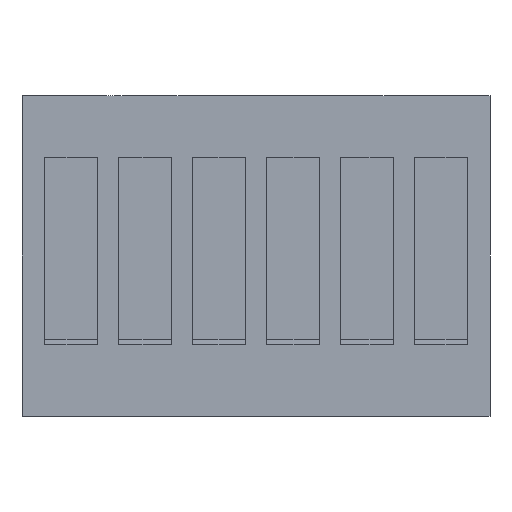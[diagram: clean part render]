
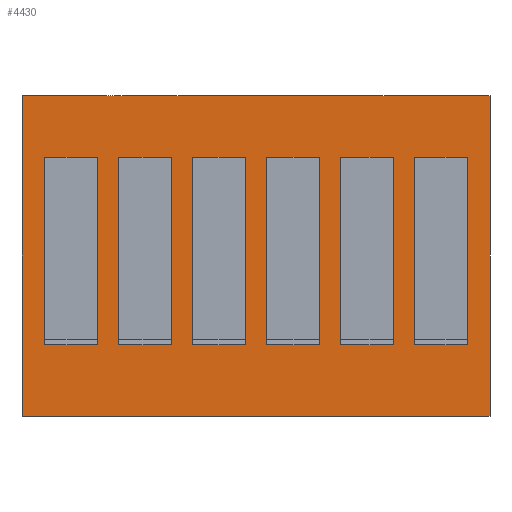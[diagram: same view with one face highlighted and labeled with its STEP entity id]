
A CAD part, front view. The second image highlights one B-rep face of the part: STEP entity #4430.
In plain terms, the highlighted planar face has unit normal (0, -1, 0).
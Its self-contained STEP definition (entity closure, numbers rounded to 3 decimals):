
#30=DIRECTION('',(0.,0.,-1.));
#31=VECTOR('',#30,26.);
#32=CARTESIAN_POINT('',(-19.,-37.5,0.));
#33=LINE('',#32,#31);
#637=DIRECTION('',(0.,0.,-1.));
#638=VECTOR('',#637,26.);
#639=CARTESIAN_POINT('',(19.,-37.5,0.));
#640=LINE('',#639,#638);
#877=DIRECTION('',(1.,0.,0.));
#878=VECTOR('',#877,4.3);
#879=CARTESIAN_POINT('',(6.859,-37.5,-5.));
#880=LINE('',#879,#878);
#881=DIRECTION('',(0.,0.,1.));
#882=VECTOR('',#881,15.2);
#883=CARTESIAN_POINT('',(6.859,-37.5,-20.2));
#884=LINE('',#883,#882);
#885=DIRECTION('',(1.,0.,0.));
#886=VECTOR('',#885,4.3);
#887=CARTESIAN_POINT('',(6.859,-37.5,-20.2));
#888=LINE('',#887,#886);
#889=DIRECTION('',(0.,0.,-1.));
#890=VECTOR('',#889,15.2);
#891=CARTESIAN_POINT('',(11.159,-37.5,-5.));
#892=LINE('',#891,#890);
#893=DIRECTION('',(1.,0.,0.));
#894=VECTOR('',#893,4.3);
#895=CARTESIAN_POINT('',(0.853,-37.5,-20.2));
#896=LINE('',#895,#894);
#897=DIRECTION('',(0.,0.,-1.));
#898=VECTOR('',#897,15.2);
#899=CARTESIAN_POINT('',(5.153,-37.5,-5.));
#900=LINE('',#899,#898);
#901=DIRECTION('',(1.,0.,0.));
#902=VECTOR('',#901,4.3);
#903=CARTESIAN_POINT('',(0.853,-37.5,-5.));
#904=LINE('',#903,#902);
#905=DIRECTION('',(0.,0.,1.));
#906=VECTOR('',#905,15.2);
#907=CARTESIAN_POINT('',(0.853,-37.5,-20.2));
#908=LINE('',#907,#906);
#909=DIRECTION('',(1.,0.,0.));
#910=VECTOR('',#909,4.3);
#911=CARTESIAN_POINT('',(-5.153,-37.5,-20.2));
#912=LINE('',#911,#910);
#913=DIRECTION('',(0.,0.,-1.));
#914=VECTOR('',#913,15.2);
#915=CARTESIAN_POINT('',(-0.853,-37.5,-5.));
#916=LINE('',#915,#914);
#917=DIRECTION('',(1.,0.,0.));
#918=VECTOR('',#917,4.3);
#919=CARTESIAN_POINT('',(-5.153,-37.5,-5.));
#920=LINE('',#919,#918);
#921=DIRECTION('',(0.,0.,1.));
#922=VECTOR('',#921,15.2);
#923=CARTESIAN_POINT('',(-5.153,-37.5,-20.2));
#924=LINE('',#923,#922);
#925=DIRECTION('',(1.,0.,0.));
#926=VECTOR('',#925,4.3);
#927=CARTESIAN_POINT('',(-11.159,-37.5,-20.2));
#928=LINE('',#927,#926);
#929=DIRECTION('',(0.,0.,-1.));
#930=VECTOR('',#929,15.2);
#931=CARTESIAN_POINT('',(-6.859,-37.5,-5.));
#932=LINE('',#931,#930);
#933=DIRECTION('',(1.,0.,0.));
#934=VECTOR('',#933,4.3);
#935=CARTESIAN_POINT('',(-11.159,-37.5,-5.));
#936=LINE('',#935,#934);
#937=DIRECTION('',(0.,0.,1.));
#938=VECTOR('',#937,15.2);
#939=CARTESIAN_POINT('',(-11.159,-37.5,-20.2));
#940=LINE('',#939,#938);
#941=DIRECTION('',(1.,0.,0.));
#942=VECTOR('',#941,4.3);
#943=CARTESIAN_POINT('',(12.865,-37.5,-5.));
#944=LINE('',#943,#942);
#945=DIRECTION('',(0.,0.,1.));
#946=VECTOR('',#945,15.2);
#947=CARTESIAN_POINT('',(12.865,-37.5,-20.2));
#948=LINE('',#947,#946);
#949=DIRECTION('',(1.,0.,0.));
#950=VECTOR('',#949,4.3);
#951=CARTESIAN_POINT('',(12.865,-37.5,-20.2));
#952=LINE('',#951,#950);
#953=DIRECTION('',(0.,0.,1.));
#954=VECTOR('',#953,15.2);
#955=CARTESIAN_POINT('',(17.165,-37.5,-20.2));
#956=LINE('',#955,#954);
#957=DIRECTION('',(1.,0.,0.));
#958=VECTOR('',#957,38.);
#959=CARTESIAN_POINT('',(-19.,-37.5,0.));
#960=LINE('',#959,#958);
#961=DIRECTION('',(1.,0.,0.));
#962=VECTOR('',#961,4.3);
#963=CARTESIAN_POINT('',(-17.165,-37.5,-20.2));
#964=LINE('',#963,#962);
#965=DIRECTION('',(0.,0.,-1.));
#966=VECTOR('',#965,15.2);
#967=CARTESIAN_POINT('',(-12.865,-37.5,-5.));
#968=LINE('',#967,#966);
#969=DIRECTION('',(1.,0.,0.));
#970=VECTOR('',#969,4.3);
#971=CARTESIAN_POINT('',(-17.165,-37.5,-5.));
#972=LINE('',#971,#970);
#973=DIRECTION('',(0.,0.,1.));
#974=VECTOR('',#973,15.2);
#975=CARTESIAN_POINT('',(-17.165,-37.5,-20.2));
#976=LINE('',#975,#974);
#1288=DIRECTION('',(1.,0.,0.));
#1289=VECTOR('',#1288,38.);
#1290=CARTESIAN_POINT('',(-19.,-37.5,-26.));
#1291=LINE('',#1290,#1289);
#2624=CARTESIAN_POINT('',(-19.,-37.5,0.));
#2625=CARTESIAN_POINT('',(-19.,-37.5,-26.));
#2626=VERTEX_POINT('',#2624);
#2627=VERTEX_POINT('',#2625);
#2632=CARTESIAN_POINT('',(19.,-37.5,0.));
#2633=CARTESIAN_POINT('',(19.,-37.5,-26.));
#2634=VERTEX_POINT('',#2632);
#2635=VERTEX_POINT('',#2633);
#2928=CARTESIAN_POINT('',(-17.165,-37.5,-20.2));
#2929=CARTESIAN_POINT('',(-17.165,-37.5,-5.));
#2930=VERTEX_POINT('',#2928);
#2931=VERTEX_POINT('',#2929);
#2932=CARTESIAN_POINT('',(17.165,-37.5,-20.2));
#2933=CARTESIAN_POINT('',(17.165,-37.5,-5.));
#2934=VERTEX_POINT('',#2932);
#2935=VERTEX_POINT('',#2933);
#2944=CARTESIAN_POINT('',(-12.865,-37.5,-20.2));
#2946=VERTEX_POINT('',#2944);
#2948=CARTESIAN_POINT('',(-11.159,-37.5,-20.2));
#2950=VERTEX_POINT('',#2948);
#2952=CARTESIAN_POINT('',(-6.859,-37.5,-20.2));
#2954=VERTEX_POINT('',#2952);
#2956=CARTESIAN_POINT('',(-5.153,-37.5,-20.2));
#2958=VERTEX_POINT('',#2956);
#2960=CARTESIAN_POINT('',(-0.853,-37.5,-20.2));
#2962=VERTEX_POINT('',#2960);
#2964=CARTESIAN_POINT('',(0.853,-37.5,-20.2));
#2966=VERTEX_POINT('',#2964);
#2968=CARTESIAN_POINT('',(11.159,-37.5,-20.2));
#2970=VERTEX_POINT('',#2968);
#2972=CARTESIAN_POINT('',(12.865,-37.5,-20.2));
#2974=VERTEX_POINT('',#2972);
#2976=CARTESIAN_POINT('',(5.153,-37.5,-20.2));
#2978=VERTEX_POINT('',#2976);
#2980=CARTESIAN_POINT('',(6.859,-37.5,-20.2));
#2982=VERTEX_POINT('',#2980);
#3004=CARTESIAN_POINT('',(-12.865,-37.5,-5.));
#3005=VERTEX_POINT('',#3004);
#3006=CARTESIAN_POINT('',(-11.159,-37.5,-5.));
#3007=VERTEX_POINT('',#3006);
#3008=CARTESIAN_POINT('',(-6.859,-37.5,-5.));
#3009=VERTEX_POINT('',#3008);
#3010=CARTESIAN_POINT('',(-5.153,-37.5,-5.));
#3011=VERTEX_POINT('',#3010);
#3012=CARTESIAN_POINT('',(-0.853,-37.5,-5.));
#3013=VERTEX_POINT('',#3012);
#3014=CARTESIAN_POINT('',(0.853,-37.5,-5.));
#3015=VERTEX_POINT('',#3014);
#3016=CARTESIAN_POINT('',(11.159,-37.5,-5.));
#3017=VERTEX_POINT('',#3016);
#3018=CARTESIAN_POINT('',(12.865,-37.5,-5.));
#3019=VERTEX_POINT('',#3018);
#3020=CARTESIAN_POINT('',(5.153,-37.5,-5.));
#3021=VERTEX_POINT('',#3020);
#3022=CARTESIAN_POINT('',(6.859,-37.5,-5.));
#3023=VERTEX_POINT('',#3022);
#4359=CARTESIAN_POINT('',(-19.,-37.5,0.));
#4360=DIRECTION('',(0.,-1.,0.));
#4361=DIRECTION('',(0.,0.,-1.));
#4362=AXIS2_PLACEMENT_3D('',#4359,#4360,#4361);
#4363=PLANE('',#4362);
#4364=ORIENTED_EDGE('',*,*,#3417,.F.);
#4365=ORIENTED_EDGE('',*,*,#3468,.T.);
#4366=ORIENTED_EDGE('',*,*,#4033,.T.);
#4368=ORIENTED_EDGE('',*,*,#4367,.F.);
#4369=EDGE_LOOP('',(#4364,#4365,#4366,#4368));
#4370=FACE_OUTER_BOUND('',#4369,.F.);
#4372=ORIENTED_EDGE('',*,*,#4371,.F.);
#4374=ORIENTED_EDGE('',*,*,#4373,.F.);
#4376=ORIENTED_EDGE('',*,*,#4375,.T.);
#4378=ORIENTED_EDGE('',*,*,#4377,.F.);
#4379=EDGE_LOOP('',(#4372,#4374,#4376,#4378));
#4380=FACE_BOUND('',#4379,.F.);
#4382=ORIENTED_EDGE('',*,*,#4381,.T.);
#4384=ORIENTED_EDGE('',*,*,#4383,.F.);
#4386=ORIENTED_EDGE('',*,*,#4385,.F.);
#4388=ORIENTED_EDGE('',*,*,#4387,.F.);
#4389=EDGE_LOOP('',(#4382,#4384,#4386,#4388));
#4390=FACE_BOUND('',#4389,.F.);
#4392=ORIENTED_EDGE('',*,*,#4391,.T.);
#4394=ORIENTED_EDGE('',*,*,#4393,.F.);
#4396=ORIENTED_EDGE('',*,*,#4395,.F.);
#4398=ORIENTED_EDGE('',*,*,#4397,.F.);
#4399=EDGE_LOOP('',(#4392,#4394,#4396,#4398));
#4400=FACE_BOUND('',#4399,.F.);
#4402=ORIENTED_EDGE('',*,*,#4401,.T.);
#4404=ORIENTED_EDGE('',*,*,#4403,.F.);
#4406=ORIENTED_EDGE('',*,*,#4405,.F.);
#4408=ORIENTED_EDGE('',*,*,#4407,.F.);
#4409=EDGE_LOOP('',(#4402,#4404,#4406,#4408));
#4410=FACE_BOUND('',#4409,.F.);
#4412=ORIENTED_EDGE('',*,*,#4411,.F.);
#4414=ORIENTED_EDGE('',*,*,#4413,.F.);
#4416=ORIENTED_EDGE('',*,*,#4415,.T.);
#4418=ORIENTED_EDGE('',*,*,#4417,.T.);
#4419=EDGE_LOOP('',(#4412,#4414,#4416,#4418));
#4420=FACE_BOUND('',#4419,.F.);
#4422=ORIENTED_EDGE('',*,*,#4421,.T.);
#4424=ORIENTED_EDGE('',*,*,#4423,.F.);
#4426=ORIENTED_EDGE('',*,*,#4425,.F.);
#4427=ORIENTED_EDGE('',*,*,#4335,.F.);
#4428=EDGE_LOOP('',(#4422,#4424,#4426,#4427));
#4429=FACE_BOUND('',#4428,.F.);
#3417=EDGE_CURVE('',#2626,#2627,#33,.T.);
#3468=EDGE_CURVE('',#2626,#2634,#960,.T.);
#4033=EDGE_CURVE('',#2634,#2635,#640,.T.);
#4335=EDGE_CURVE('',#2930,#2931,#976,.T.);
#4367=EDGE_CURVE('',#2627,#2635,#1291,.T.);
#4371=EDGE_CURVE('',#3023,#3017,#880,.T.);
#4373=EDGE_CURVE('',#2982,#3023,#884,.T.);
#4375=EDGE_CURVE('',#2982,#2970,#888,.T.);
#4377=EDGE_CURVE('',#3017,#2970,#892,.T.);
#4381=EDGE_CURVE('',#2966,#2978,#896,.T.);
#4383=EDGE_CURVE('',#3021,#2978,#900,.T.);
#4385=EDGE_CURVE('',#3015,#3021,#904,.T.);
#4387=EDGE_CURVE('',#2966,#3015,#908,.T.);
#4391=EDGE_CURVE('',#2958,#2962,#912,.T.);
#4393=EDGE_CURVE('',#3013,#2962,#916,.T.);
#4395=EDGE_CURVE('',#3011,#3013,#920,.T.);
#4397=EDGE_CURVE('',#2958,#3011,#924,.T.);
#4401=EDGE_CURVE('',#2950,#2954,#928,.T.);
#4403=EDGE_CURVE('',#3009,#2954,#932,.T.);
#4405=EDGE_CURVE('',#3007,#3009,#936,.T.);
#4407=EDGE_CURVE('',#2950,#3007,#940,.T.);
#4411=EDGE_CURVE('',#3019,#2935,#944,.T.);
#4413=EDGE_CURVE('',#2974,#3019,#948,.T.);
#4415=EDGE_CURVE('',#2974,#2934,#952,.T.);
#4417=EDGE_CURVE('',#2934,#2935,#956,.T.);
#4421=EDGE_CURVE('',#2930,#2946,#964,.T.);
#4423=EDGE_CURVE('',#3005,#2946,#968,.T.);
#4425=EDGE_CURVE('',#2931,#3005,#972,.T.);
#4430=ADVANCED_FACE('',(#4370,#4380,#4390,#4400,#4410,#4420,#4429),#4363,.T.);
